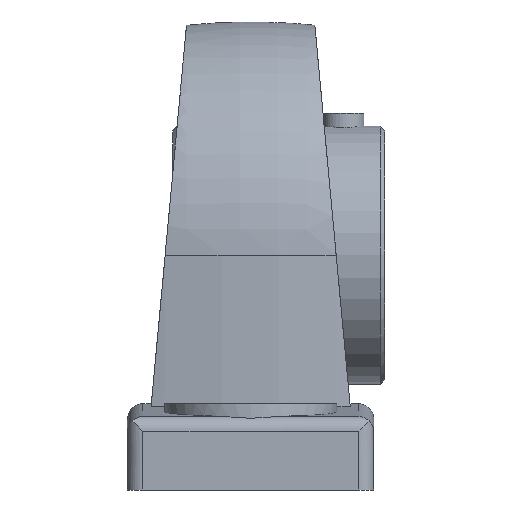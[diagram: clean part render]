
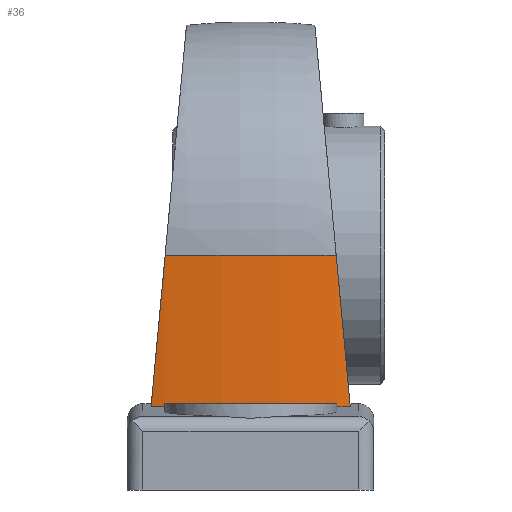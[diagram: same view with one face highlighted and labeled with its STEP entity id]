
A CAD part, front view. The second image highlights one B-rep face of the part: STEP entity #36.
In plain terms, the highlighted cylindrical face has radius 149.535 mm (diameter 299.07 mm), a partial arc.
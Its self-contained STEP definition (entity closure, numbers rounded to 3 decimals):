
#36 = ADVANCED_FACE ( 'NONE', ( #3525 ), #6981, .T. ) ;
#42 = ORIENTED_EDGE ( 'NONE', *, *, #7639, .F. ) ;
#81 = CARTESIAN_POINT ( 'NONE',  ( 0., 92.735, -36.2 ) ) ;
#161 = CARTESIAN_POINT ( 'NONE',  ( -23.17, -54.998, -36.881 ) ) ;
#365 = AXIS2_PLACEMENT_3D ( 'NONE', #81, #4311, #2734 ) ;
#626 = VERTEX_POINT ( 'NONE', #1057 ) ;
#957 = ORIENTED_EDGE ( 'NONE', *, *, #4898, .T. ) ;
#984 = DIRECTION ( 'NONE',  ( 0., 0., 1. ) ) ;
#1044 = VERTEX_POINT ( 'NONE', #9408 ) ;
#1057 = CARTESIAN_POINT ( 'NONE',  ( -24.252, -54.82, -36.872 ) ) ;
#1508 = VERTEX_POINT ( 'NONE', #4189 ) ;
#1544 = LINE ( 'NONE', #3236, #2353 ) ;
#1680 = CARTESIAN_POINT ( 'NONE',  ( 0., 92.735, 0. ) ) ;
#1848 = CARTESIAN_POINT ( 'NONE',  ( 21., -55.318, -36.2 ) ) ;
#1851 = VECTOR ( 'NONE', #1984, 1000. ) ;
#1910 = CARTESIAN_POINT ( 'NONE',  ( -21., -55.318, -36.898 ) ) ;
#1984 = DIRECTION ( 'NONE',  ( 0., 0., -1. ) ) ;
#2353 = VECTOR ( 'NONE', #8458, 1000. ) ;
#2425 = EDGE_CURVE ( 'NONE', #8824, #3207, #1544, .T. ) ;
#2691 = CARTESIAN_POINT ( 'NONE',  ( 21., -55.318, -36.898 ) ) ;
#2708 = EDGE_CURVE ( 'NONE', #3207, #6659, #9601, .T. ) ;
#2734 = DIRECTION ( 'NONE',  ( -1., 0., 0. ) ) ;
#3187 = ORIENTED_EDGE ( 'NONE', *, *, #2708, .T. ) ;
#3207 = VERTEX_POINT ( 'NONE', #3873 ) ;
#3236 = CARTESIAN_POINT ( 'NONE',  ( -21., -55.318, -36.588 ) ) ;
#3296 = AXIS2_PLACEMENT_3D ( 'NONE', #1680, #3323, #6828 ) ;
#3323 = DIRECTION ( 'NONE',  ( 0., 0., -1. ) ) ;
#3525 = FACE_OUTER_BOUND ( 'NONE', #5979, .T. ) ;
#3585 = CARTESIAN_POINT ( 'NONE',  ( 23.17, -54.998, -36.881 ) ) ;
#3796 =( BOUNDED_CURVE ( )  B_SPLINE_CURVE ( 3, ( #5739, #6533, #9258, #6752 ),
 .UNSPECIFIED., .F., .T. ) 
 B_SPLINE_CURVE_WITH_KNOTS ( ( 4, 4 ),
 ( 4.549, 4.573 ),
 .UNSPECIFIED. ) 
 CURVE ( )  GEOMETRIC_REPRESENTATION_ITEM ( )  RATIONAL_B_SPLINE_CURVE ( ( 1., 1., 1., 1. ) ) 
 REPRESENTATION_ITEM ( '' )  );
#3873 = CARTESIAN_POINT ( 'NONE',  ( -21., -55.318, -36.2 ) ) ;
#4003 = CIRCLE ( 'NONE', #3296, 149.535 ) ;
#4173 = VERTEX_POINT ( 'NONE', #6391 ) ;
#4189 = CARTESIAN_POINT ( 'NONE',  ( 20.826, -55.343, 0. ) ) ;
#4311 = DIRECTION ( 'NONE',  ( 0., 0., 1. ) ) ;
#4429 = EDGE_CURVE ( 'NONE', #1508, #4173, #4003, .T. ) ;
#4542 = ORIENTED_EDGE ( 'NONE', *, *, #7117, .F. ) ;
#4898 = EDGE_CURVE ( 'NONE', #6659, #8075, #7989, .T. ) ;
#4966 =( BOUNDED_CURVE ( )  B_SPLINE_CURVE ( 3, ( #1910, #7913, #161, #7057 ),
 .UNSPECIFIED., .F., .T. ) 
 B_SPLINE_CURVE_WITH_KNOTS ( ( 4, 4 ),
 ( 0.141, 0.163 ),
 .UNSPECIFIED. ) 
 CURVE ( )  GEOMETRIC_REPRESENTATION_ITEM ( )  RATIONAL_B_SPLINE_CURVE ( ( 1., 1., 1., 1. ) ) 
 REPRESENTATION_ITEM ( '' )  );
#5273 =( BOUNDED_CURVE ( )  B_SPLINE_CURVE ( 3, ( #7049, #10513, #5408, #9778 ),
 .UNSPECIFIED., .F., .T. ) 
 B_SPLINE_CURVE_WITH_KNOTS ( ( 4, 4 ),
 ( 4.852, 4.875 ),
 .UNSPECIFIED. ) 
 CURVE ( )  GEOMETRIC_REPRESENTATION_ITEM ( )  RATIONAL_B_SPLINE_CURVE ( ( 1., 1., 1., 1. ) ) 
 REPRESENTATION_ITEM ( '' )  );
#5285 = CARTESIAN_POINT ( 'NONE',  ( 0., 92.735, -38.2 ) ) ;
#5408 = CARTESIAN_POINT ( 'NONE',  ( -23.112, -55.008, -24.603 ) ) ;
#5739 = CARTESIAN_POINT ( 'NONE',  ( 24.252, -54.82, -36.872 ) ) ;
#5979 = EDGE_LOOP ( 'NONE', ( #8703, #3187, #957, #42, #9749, #6816, #8057, #4542 ) ) ;
#6391 = CARTESIAN_POINT ( 'NONE',  ( -20.826, -55.343, 0. ) ) ;
#6533 = CARTESIAN_POINT ( 'NONE',  ( 23.112, -55.008, -24.603 ) ) ;
#6659 = VERTEX_POINT ( 'NONE', #1848 ) ;
#6752 = CARTESIAN_POINT ( 'NONE',  ( 20.826, -55.343, 0. ) ) ;
#6816 = ORIENTED_EDGE ( 'NONE', *, *, #4429, .T. ) ;
#6828 = DIRECTION ( 'NONE',  ( -1., 0., 0. ) ) ;
#6978 = CARTESIAN_POINT ( 'NONE',  ( -21., -55.318, -36.898 ) ) ;
#6981 = CYLINDRICAL_SURFACE ( 'NONE', #11182, 149.535 ) ;
#7049 = CARTESIAN_POINT ( 'NONE',  ( -20.826, -55.343, 0. ) ) ;
#7057 = CARTESIAN_POINT ( 'NONE',  ( -24.252, -54.82, -36.872 ) ) ;
#7117 = EDGE_CURVE ( 'NONE', #8824, #626, #4966, .T. ) ;
#7157 = CARTESIAN_POINT ( 'NONE',  ( 24.252, -54.82, -36.872 ) ) ;
#7639 = EDGE_CURVE ( 'NONE', #1044, #8075, #9185, .T. ) ;
#7892 = DIRECTION ( 'NONE',  ( -1., 0., 0. ) ) ;
#7913 = CARTESIAN_POINT ( 'NONE',  ( -22.086, -55.164, -36.89 ) ) ;
#7989 = LINE ( 'NONE', #9746, #1851 ) ;
#8057 = ORIENTED_EDGE ( 'NONE', *, *, #9698, .T. ) ;
#8075 = VERTEX_POINT ( 'NONE', #8943 ) ;
#8458 = DIRECTION ( 'NONE',  ( 0., 0., 1. ) ) ;
#8703 = ORIENTED_EDGE ( 'NONE', *, *, #2425, .T. ) ;
#8824 = VERTEX_POINT ( 'NONE', #6978 ) ;
#8943 = CARTESIAN_POINT ( 'NONE',  ( 21., -55.318, -36.898 ) ) ;
#9185 =( BOUNDED_CURVE ( )  B_SPLINE_CURVE ( 3, ( #7157, #3585, #10460, #2691 ),
 .UNSPECIFIED., .F., .T. ) 
 B_SPLINE_CURVE_WITH_KNOTS ( ( 4, 4 ),
 ( 6.12, 6.142 ),
 .UNSPECIFIED. ) 
 CURVE ( )  GEOMETRIC_REPRESENTATION_ITEM ( )  RATIONAL_B_SPLINE_CURVE ( ( 1., 1., 1., 1. ) ) 
 REPRESENTATION_ITEM ( '' )  );
#9258 = CARTESIAN_POINT ( 'NONE',  ( 21.97, -55.182, -12.312 ) ) ;
#9408 = CARTESIAN_POINT ( 'NONE',  ( 24.252, -54.82, -36.872 ) ) ;
#9601 = CIRCLE ( 'NONE', #365, 149.535 ) ;
#9698 = EDGE_CURVE ( 'NONE', #4173, #626, #5273, .T. ) ;
#9746 = CARTESIAN_POINT ( 'NONE',  ( 21., -55.318, -36.588 ) ) ;
#9749 = ORIENTED_EDGE ( 'NONE', *, *, #10551, .T. ) ;
#9778 = CARTESIAN_POINT ( 'NONE',  ( -24.252, -54.82, -36.872 ) ) ;
#10460 = CARTESIAN_POINT ( 'NONE',  ( 22.086, -55.164, -36.89 ) ) ;
#10513 = CARTESIAN_POINT ( 'NONE',  ( -21.97, -55.182, -12.312 ) ) ;
#10551 = EDGE_CURVE ( 'NONE', #1044, #1508, #3796, .T. ) ;
#11182 = AXIS2_PLACEMENT_3D ( 'NONE', #5285, #984, #7892 ) ;
